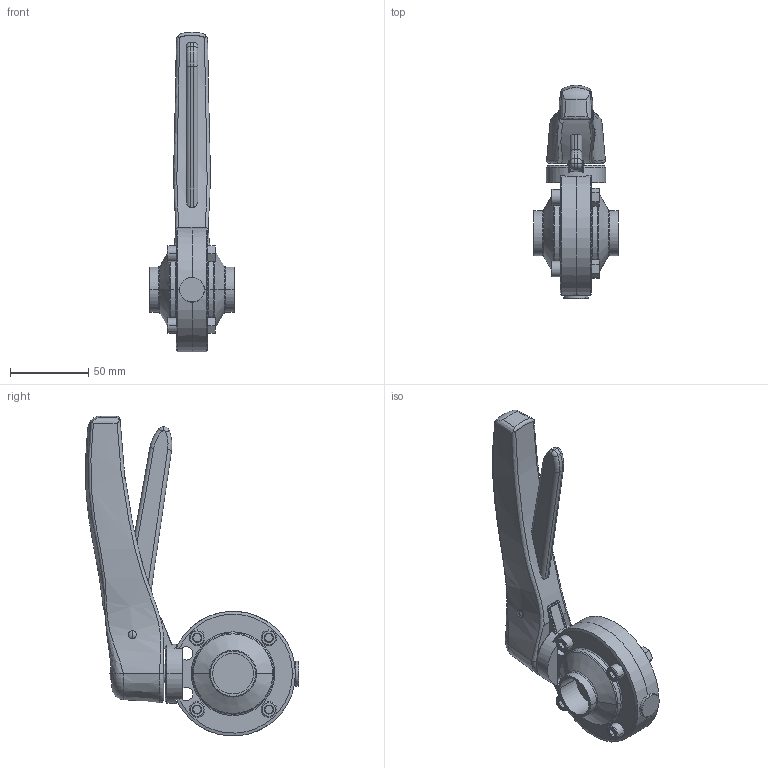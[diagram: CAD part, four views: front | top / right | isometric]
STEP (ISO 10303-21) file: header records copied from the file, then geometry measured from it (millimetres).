
FILE_DESCRIPTION(('OneSpaceDesigner STEP Export'),'2;1');
FILE_NAME('4301.025.xxx-xxx.stp','2010-01-26T 8:05:43',(''),(''),'OneSpace Designer STEP processor (Jan. 2003) for AP214(CD)(Solid Model)','OneSpace Designer 12.01F 09-Nov-2004 (C) CoCreate Software GmbH','');
FILE_SCHEMA(('AUTOMOTIVE_DESIGN_CC2 {1 2 10303 214 -1 1 5 1}'));
Length unit declared in the file: millimetre
Products named in the file (1): 4301.025.130-021.1_1.1
Bounding box: 54 x 136.52 x 204.85 mm (x, y, z)
Volume: 266193.4 mm3; surface area: 47829.3 mm2
Topology: 1 solids, 1 shells, 271 faces, 692 edges, 429 vertices
Faces by surface type: plane 106, cylinder 64, cone 38, torus 36, bspline 16, sphere 6, extrusion 4, revolution 1
Entity records: 16689 total; most frequent: CARTESIAN_POINT 8837, ORIENTED_EDGE 1376, DIRECTION 906, EDGE_CURVE 686, VERTEX_POINT 429, AXIS2_PLACEMENT_3D 317, EDGE_LOOP 297, COLOUR_RGB 272
